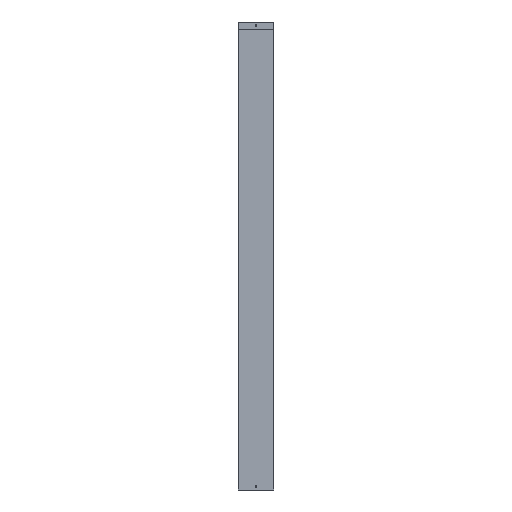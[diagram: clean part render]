
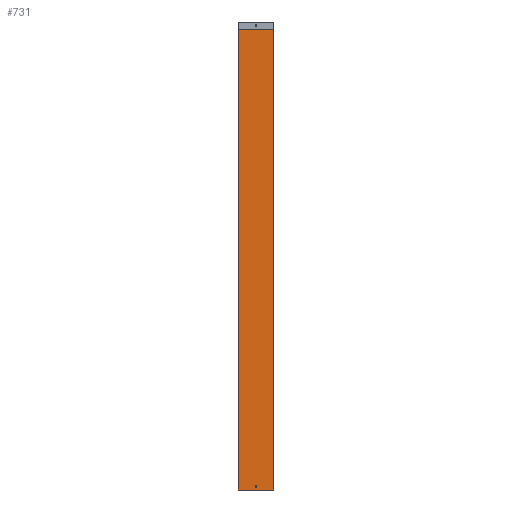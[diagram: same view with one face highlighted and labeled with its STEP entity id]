
A CAD part, front view. The second image highlights one B-rep face of the part: STEP entity #731.
In plain terms, the highlighted planar face has unit normal (0, -1, 0).
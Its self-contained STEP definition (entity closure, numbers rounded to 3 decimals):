
#10 = DIRECTION ( 'NONE',  ( 0., 0., -1. ) ) ;
#11 = CARTESIAN_POINT ( 'NONE',  ( 75., 0., 1969. ) ) ;
#168 = VERTEX_POINT ( 'NONE', #1652 ) ;
#179 = VERTEX_POINT ( 'NONE', #1622 ) ;
#303 = EDGE_CURVE ( 'NONE', #168, #179, #1140, .T. ) ;
#305 = EDGE_CURVE ( 'NONE', #1302, #1302, #1144, .T. ) ;
#308 = EDGE_CURVE ( 'NONE', #179, #783, #1146, .T. ) ;
#309 = EDGE_CURVE ( 'NONE', #168, #791, #1151, .T. ) ;
#333 = AXIS2_PLACEMENT_3D ( 'NONE', #1344, #1343, #1341 ) ;
#342 = EDGE_CURVE ( 'NONE', #791, #783, #1196, .T. ) ;
#418 = AXIS2_PLACEMENT_3D ( 'NONE', #900, #919, #918 ) ;
#548 = ORIENTED_EDGE ( 'NONE', *, *, #305, .F. ) ;
#550 = ORIENTED_EDGE ( 'NONE', *, *, #342, .F. ) ;
#552 = ORIENTED_EDGE ( 'NONE', *, *, #308, .T. ) ;
#554 = ORIENTED_EDGE ( 'NONE', *, *, #303, .T. ) ;
#557 = ORIENTED_EDGE ( 'NONE', *, *, #309, .F. ) ;
#605 = EDGE_LOOP ( 'NONE', ( #550, #557, #554, #552 ) ) ;
#620 = EDGE_LOOP ( 'NONE', ( #548 ) ) ;
#731 = ADVANCED_FACE ( 'NONE', ( #1261, #1267 ), #925, .F. ) ;
#783 = VERTEX_POINT ( 'NONE', #978 ) ;
#791 = VERTEX_POINT ( 'NONE', #1021 ) ;
#900 = CARTESIAN_POINT ( 'NONE',  ( -75., 0., 1969. ) ) ;
#918 = DIRECTION ( 'NONE',  ( 0., 0., 1. ) ) ;
#919 = DIRECTION ( 'NONE',  ( 0., 1., 0. ) ) ;
#925 = PLANE ( 'NONE',  #418 ) ;
#926 = CARTESIAN_POINT ( 'NONE',  ( 0., 0., 18.5 ) ) ;
#978 = CARTESIAN_POINT ( 'NONE',  ( 75., 0., 0. ) ) ;
#1021 = CARTESIAN_POINT ( 'NONE',  ( 75., 0., 1968. ) ) ;
#1140 = LINE ( 'NONE', #1364, #1143 ) ;
#1143 = VECTOR ( 'NONE', #1359, 1000. ) ;
#1144 = CIRCLE ( 'NONE', #333, 3.5 ) ;
#1146 = LINE ( 'NONE', #1350, #1152 ) ;
#1151 = LINE ( 'NONE', #1389, #1154 ) ;
#1152 = VECTOR ( 'NONE', #1391, 1000. ) ;
#1154 = VECTOR ( 'NONE', #1387, 1000. ) ;
#1196 = LINE ( 'NONE', #11, #1199 ) ;
#1199 = VECTOR ( 'NONE', #10, 1000. ) ;
#1261 = FACE_BOUND ( 'NONE', #620, .T. ) ;
#1267 = FACE_OUTER_BOUND ( 'NONE', #605, .T. ) ;
#1302 = VERTEX_POINT ( 'NONE', #926 ) ;
#1341 = DIRECTION ( 'NONE',  ( 0., 0., 1. ) ) ;
#1343 = DIRECTION ( 'NONE',  ( 0., -1., 0. ) ) ;
#1344 = CARTESIAN_POINT ( 'NONE',  ( 0., 0., 15. ) ) ;
#1350 = CARTESIAN_POINT ( 'NONE',  ( -75., 0., 0. ) ) ;
#1359 = DIRECTION ( 'NONE',  ( 0., 0., -1. ) ) ;
#1364 = CARTESIAN_POINT ( 'NONE',  ( -75., 0., 1969. ) ) ;
#1387 = DIRECTION ( 'NONE',  ( 1., 0., 0. ) ) ;
#1389 = CARTESIAN_POINT ( 'NONE',  ( -75., 0., 1968. ) ) ;
#1391 = DIRECTION ( 'NONE',  ( 1., 0., 0. ) ) ;
#1622 = CARTESIAN_POINT ( 'NONE',  ( -75., 0., 0. ) ) ;
#1652 = CARTESIAN_POINT ( 'NONE',  ( -75., 0., 1968. ) ) ;
